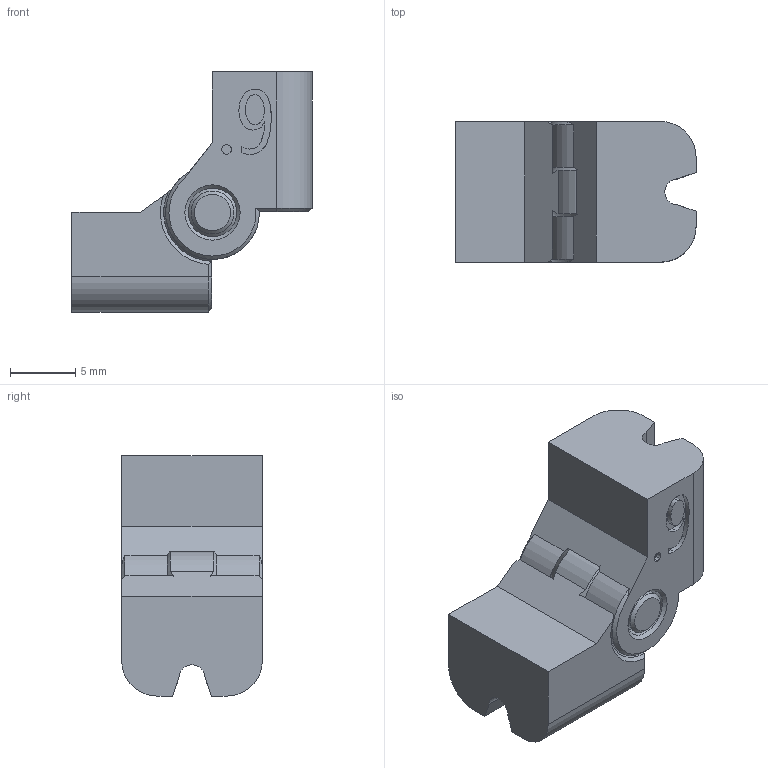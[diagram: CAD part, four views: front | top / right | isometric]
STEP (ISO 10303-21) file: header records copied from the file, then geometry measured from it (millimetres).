
FILE_DESCRIPTION(/* description */ (''),/* implementation_level */ '2;1');
FILE_NAME(/* name */ 'knuckle_0.9 v9.step',/* time_stamp */ '2025-04-19T08:05:35+02:00',/* author */ (''),/* organization */ (''),/* preprocessor_version */ 'ST-DEVELOPER v20.1',/* originating_system */ 'Autodesk Translation Framework v14.4.0.0',/* authorisation */ '');
FILE_SCHEMA (('AUTOMOTIVE_DESIGN { 1 0 10303 214 3 1 1 }'));
Length unit declared in the file: millimetre
Products named in the file (1): knuckle_0.9
Bounding box: 18.45 x 10.8 x 18.45 mm (x, y, z)
Volume: 1803.6 mm3; surface area: 1502.2 mm2
Topology: 2 solids, 2 shells, 96 faces, 253 edges, 162 vertices
Faces by surface type: plane 35, bspline 29, cone 16, cylinder 16
Full cylindrical faces by diameter (mm): 3.3 x2, 3.75 x2
Entity records: 3344 total; most frequent: CARTESIAN_POINT 1151, ORIENTED_EDGE 506, DIRECTION 363, EDGE_CURVE 253, VERTEX_POINT 162, LINE 131, VECTOR 131, AXIS2_PLACEMENT_3D 116
